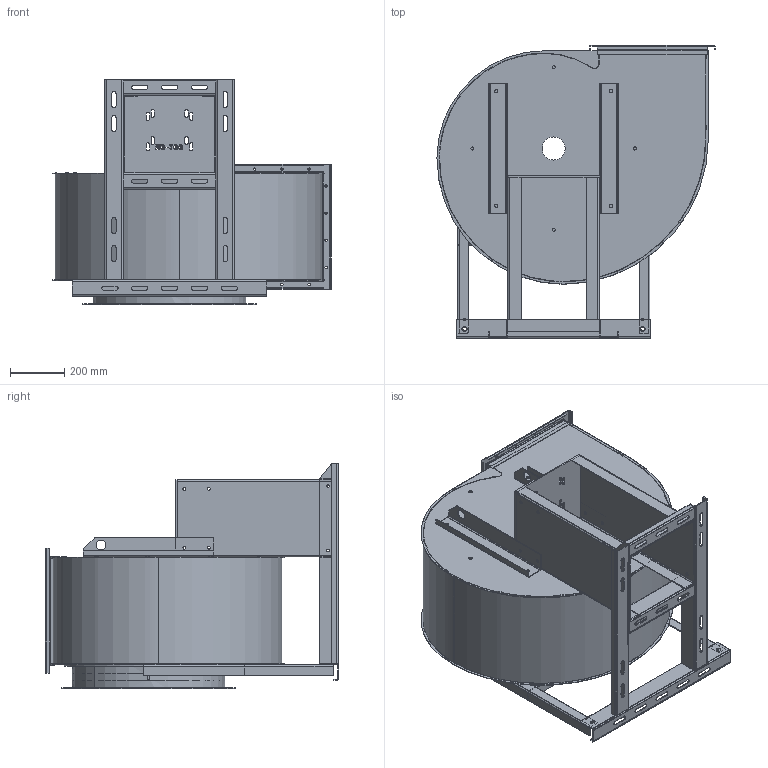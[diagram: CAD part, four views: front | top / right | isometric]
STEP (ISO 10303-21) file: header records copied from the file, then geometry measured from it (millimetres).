
FILE_DESCRIPTION(('STEP AP203'), '1');
FILE_NAME('BP 80-70-5.6', '', ('UNSPECIFIED'), ('UNSPECIFIED'), 'ASCON STEP Converter 1.3', 'ASCON Math Kernel', '');
FILE_SCHEMA(('CONFIG_CONTROL_DESIGN'));
Length unit declared in the file: millimetre
Bounding box: 1025 x 1080 x 831.5 mm (x, y, z)
Volume: 11940485.4 mm3; surface area: 10221042.6 mm2
Topology: 22 solids, 22 shells, 1828 faces, 5350 edges, 3420 vertices
Faces by surface type: plane 816, cylinder 720, bspline 288, cone 2, torus 2
Full cylindrical faces by diameter (mm): 3 x1, 7 x6, 8.5 x26, 10 x8, 10.5 x28, 11.3 x24, 12 x4, 36 x2, 85 x1, 91.3 x1, 378 x1, 381 x1, 392 x1, 396 x1, 555 x1, 558 x1, 560 x1, 564 x2, 570 x2, 620 x1, 640 x1
Entity records: 80832 total; most frequent: CARTESIAN_POINT 17841, ORIENTED_EDGE 10464, DIRECTION 9296, EDGE_CURVE 5232, VERTEX_POINT 3420, AXIS2_PLACEMENT_3D 3115, LINE 3066, VECTOR 3066
